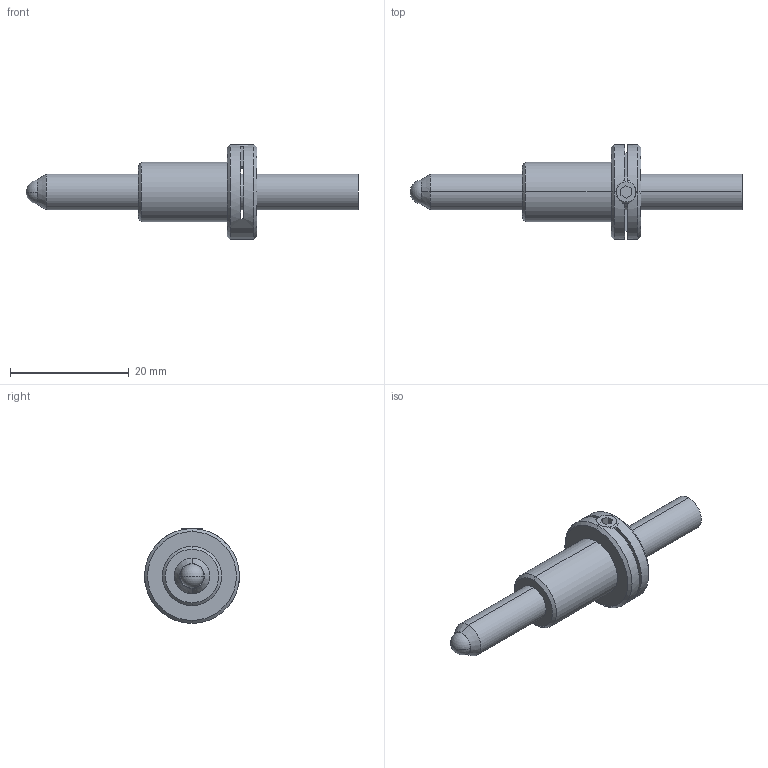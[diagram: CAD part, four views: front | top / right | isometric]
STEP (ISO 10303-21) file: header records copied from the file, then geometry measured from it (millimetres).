
FILE_DESCRIPTION (( 'STEP AP203' ), '1' );
FILE_NAME ('07ASL-1-H.STEP', '2022-07-20T01:57:17', ( '' ), ( '' ), 'SwSTEP 2.0', 'SolidWorks 2021', '' );
FILE_SCHEMA (( 'CONFIG_CONTROL_DESIGN' ));
Length unit declared in the file: millimetre
Products named in the file (1): 07ASL-1-H
Bounding box: 56 x 16 x 16 mm (x, y, z)
Volume: 3230 mm3; surface area: 2875.3 mm2
Topology: 4 solids, 4 shells, 64 faces, 147 edges, 91 vertices
Faces by surface type: plane 24, cone 21, cylinder 17, sphere 2
Entity records: 1898 total; most frequent: CARTESIAN_POINT 376, DIRECTION 317, ORIENTED_EDGE 280, EDGE_CURVE 140, AXIS2_PLACEMENT_3D 119, VERTEX_POINT 88, LINE 79, VECTOR 79
